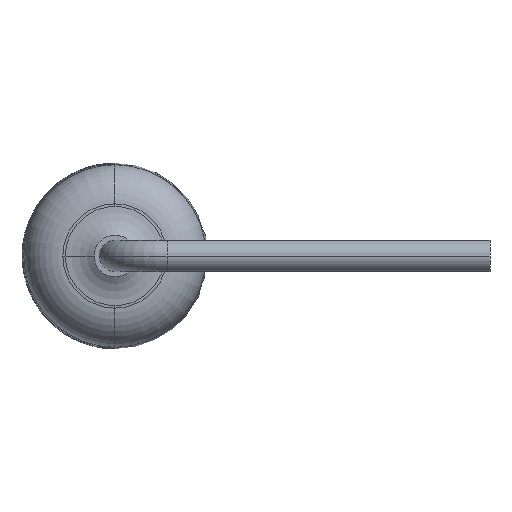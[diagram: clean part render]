
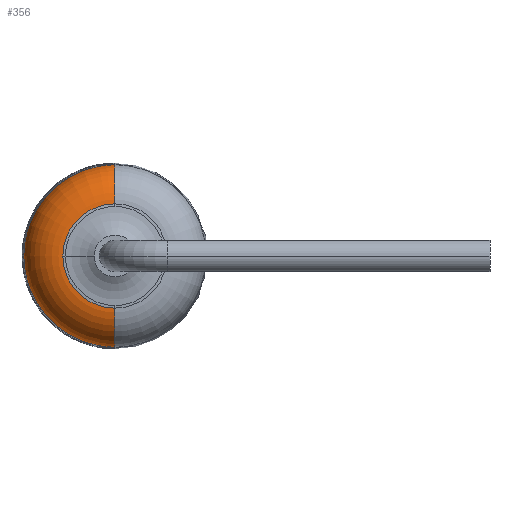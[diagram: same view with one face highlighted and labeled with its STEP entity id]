
A CAD part, left-side view. The second image highlights one B-rep face of the part: STEP entity #356.
In plain terms, the highlighted toroidal (fillet/blend) face has major radius 0.952 mm and minor radius 0.8 mm.
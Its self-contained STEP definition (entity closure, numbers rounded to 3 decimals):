
#34 = DIRECTION ( 'NONE',  ( 0., 0., 1. ) ) ;
#42 = EDGE_CURVE ( 'NONE', #1945, #1970, #2043, .T. ) ;
#85 = AXIS2_PLACEMENT_3D ( 'NONE', #753, #994, #1767 ) ;
#228 = CIRCLE ( 'NONE', #860, 1.75 ) ;
#241 = DIRECTION ( 'NONE',  ( 0., -1., 0. ) ) ;
#356 = ADVANCED_FACE ( 'NONE', ( #1160 ), #2126, .T. ) ;
#362 = ORIENTED_EDGE ( 'NONE', *, *, #1009, .T. ) ;
#404 = AXIS2_PLACEMENT_3D ( 'NONE', #1382, #2158, #2560 ) ;
#424 = CARTESIAN_POINT ( 'NONE',  ( -3.75, 0., 0. ) ) ;
#442 = DIRECTION ( 'NONE',  ( -1., 0., 0. ) ) ;
#652 = DIRECTION ( 'NONE',  ( 0., 0., 1. ) ) ;
#679 = EDGE_CURVE ( 'NONE', #1970, #2441, #2501, .T. ) ;
#702 = CIRCLE ( 'NONE', #85, 0.8 ) ;
#753 = CARTESIAN_POINT ( 'NONE',  ( -3.7, 0., -0.952 ) ) ;
#843 = ORIENTED_EDGE ( 'NONE', *, *, #679, .F. ) ;
#850 = ORIENTED_EDGE ( 'NONE', *, *, #1609, .T. ) ;
#860 = AXIS2_PLACEMENT_3D ( 'NONE', #2247, #442, #652 ) ;
#887 = AXIS2_PLACEMENT_3D ( 'NONE', #2446, #2027, #1448 ) ;
#994 = DIRECTION ( 'NONE',  ( 0., 1., 0. ) ) ;
#1006 = CARTESIAN_POINT ( 'NONE',  ( -4.5, 0., -0.952 ) ) ;
#1009 = EDGE_CURVE ( 'NONE', #1543, #2441, #702, .T. ) ;
#1042 = VERTEX_POINT ( 'NONE', #2565 ) ;
#1160 = FACE_OUTER_BOUND ( 'NONE', #1691, .T. ) ;
#1382 = CARTESIAN_POINT ( 'NONE',  ( -4.5, 0., 0. ) ) ;
#1427 = DIRECTION ( 'NONE',  ( 0., 0., -1. ) ) ;
#1448 = DIRECTION ( 'NONE',  ( 0., 0., 1. ) ) ;
#1527 = CARTESIAN_POINT ( 'NONE',  ( -3.75, 0., 1.75 ) ) ;
#1533 = AXIS2_PLACEMENT_3D ( 'NONE', #1791, #241, #1427 ) ;
#1543 = VERTEX_POINT ( 'NONE', #1798 ) ;
#1605 = CARTESIAN_POINT ( 'NONE',  ( -4.5, 0., 0.952 ) ) ;
#1609 = EDGE_CURVE ( 'NONE', #1042, #1543, #228, .T. ) ;
#1687 = CIRCLE ( 'NONE', #2277, 1.75 ) ;
#1691 = EDGE_LOOP ( 'NONE', ( #850, #362, #843, #1950, #1820 ) ) ;
#1766 = EDGE_CURVE ( 'NONE', #1945, #1042, #1687, .T. ) ;
#1767 = DIRECTION ( 'NONE',  ( 0., 0., 1. ) ) ;
#1791 = CARTESIAN_POINT ( 'NONE',  ( -3.7, 0., 0.952 ) ) ;
#1798 = CARTESIAN_POINT ( 'NONE',  ( -3.75, 0., -1.75 ) ) ;
#1820 = ORIENTED_EDGE ( 'NONE', *, *, #1766, .T. ) ;
#1945 = VERTEX_POINT ( 'NONE', #1527 ) ;
#1950 = ORIENTED_EDGE ( 'NONE', *, *, #42, .F. ) ;
#1970 = VERTEX_POINT ( 'NONE', #1605 ) ;
#1990 = DIRECTION ( 'NONE',  ( -1., 0., 0. ) ) ;
#2027 = DIRECTION ( 'NONE',  ( -1., 0., 0. ) ) ;
#2043 = CIRCLE ( 'NONE', #1533, 0.8 ) ;
#2126 = TOROIDAL_SURFACE ( 'NONE', #887, 0.952, 0.8 ) ;
#2158 = DIRECTION ( 'NONE',  ( -1., 0., 0. ) ) ;
#2247 = CARTESIAN_POINT ( 'NONE',  ( -3.75, 0., 0. ) ) ;
#2277 = AXIS2_PLACEMENT_3D ( 'NONE', #424, #1990, #34 ) ;
#2441 = VERTEX_POINT ( 'NONE', #1006 ) ;
#2446 = CARTESIAN_POINT ( 'NONE',  ( -3.7, 0., 0. ) ) ;
#2501 = CIRCLE ( 'NONE', #404, 0.952 ) ;
#2560 = DIRECTION ( 'NONE',  ( 0., 0., -1. ) ) ;
#2565 = CARTESIAN_POINT ( 'NONE',  ( -3.75, 1.75, 0. ) ) ;
